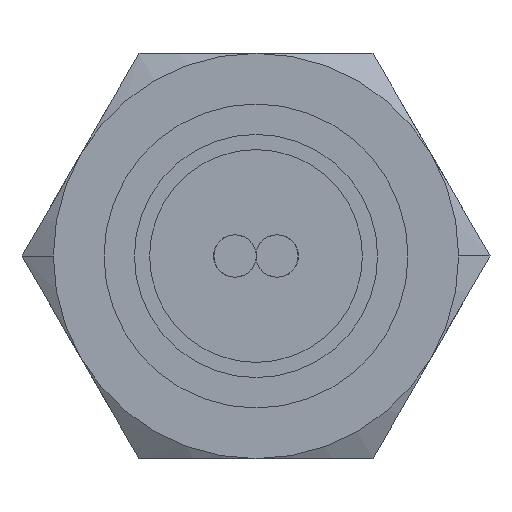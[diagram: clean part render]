
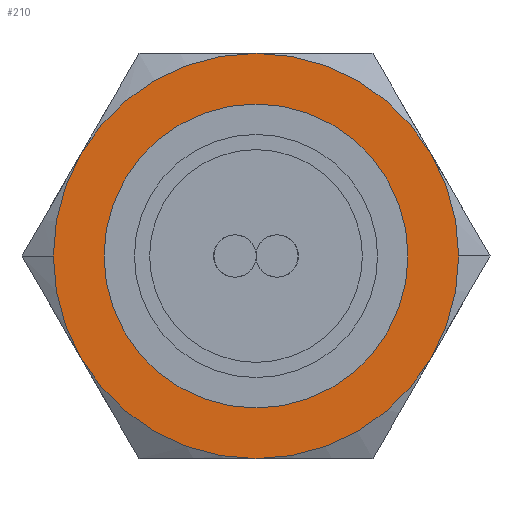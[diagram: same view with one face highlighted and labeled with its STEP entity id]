
A CAD part, front view. The second image highlights one B-rep face of the part: STEP entity #210.
In plain terms, the highlighted planar face has unit normal (0, -1, 0).
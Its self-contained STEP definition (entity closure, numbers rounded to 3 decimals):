
#210=ADVANCED_FACE('',(#331,#332),#333,.T.);
#331=FACE_OUTER_BOUND('',#491,.T.);
#332=FACE_BOUND('',#492,.T.);
#333=PLANE('',#493);
#491=EDGE_LOOP('',(#833,#834,#835,#836,#837,#838,#839,#840));
#492=EDGE_LOOP('',(#841,#842));
#493=AXIS2_PLACEMENT_3D('',#843,#844,#845);
#833=ORIENTED_EDGE('',*,*,#1188,.F.);
#834=ORIENTED_EDGE('',*,*,#1174,.F.);
#835=ORIENTED_EDGE('',*,*,#1177,.F.);
#836=ORIENTED_EDGE('',*,*,#1179,.F.);
#837=ORIENTED_EDGE('',*,*,#1172,.F.);
#838=ORIENTED_EDGE('',*,*,#1183,.F.);
#839=ORIENTED_EDGE('',*,*,#1186,.F.);
#840=ORIENTED_EDGE('',*,*,#1168,.F.);
#841=ORIENTED_EDGE('',*,*,#1208,.T.);
#842=ORIENTED_EDGE('',*,*,#1152,.T.);
#843=CARTESIAN_POINT('',(10.5,-8.0,0.0));
#844=DIRECTION('',(0.0,-1.0,0.0));
#845=DIRECTION('',(-1.0,0.0,0.0));
#1152=EDGE_CURVE('',#1336,#1333,#1337,.T.);
#1168=EDGE_CURVE('',#1363,#1366,#1367,.T.);
#1172=EDGE_CURVE('',#1372,#1370,#1374,.T.);
#1174=EDGE_CURVE('',#1376,#1378,#1379,.T.);
#1177=EDGE_CURVE('',#1382,#1376,#1384,.T.);
#1179=EDGE_CURVE('',#1370,#1382,#1386,.T.);
#1183=EDGE_CURVE('',#1390,#1372,#1392,.T.);
#1186=EDGE_CURVE('',#1366,#1390,#1396,.T.);
#1188=EDGE_CURVE('',#1378,#1363,#1398,.T.);
#1208=EDGE_CURVE('',#1333,#1336,#1426,.T.);
#1333=VERTEX_POINT('',#1616);
#1336=VERTEX_POINT('',#1620);
#1337=CIRCLE('',#1621,9.0);
#1363=VERTEX_POINT('',#1676);
#1366=VERTEX_POINT('',#1680);
#1367=CIRCLE('',#1681,12.0);
#1370=VERTEX_POINT('',#1695);
#1372=VERTEX_POINT('',#1698);
#1374=CIRCLE('',#1711,12.0);
#1376=VERTEX_POINT('',#1713);
#1378=VERTEX_POINT('',#1726);
#1379=CIRCLE('',#1727,12.0);
#1382=VERTEX_POINT('',#1741);
#1384=CIRCLE('',#1754,12.0);
#1386=CIRCLE('',#1767,12.0);
#1390=VERTEX_POINT('',#1793);
#1392=CIRCLE('',#1806,12.0);
#1396=CIRCLE('',#1832,12.0);
#1398=CIRCLE('',#1845,12.0);
#1426=CIRCLE('',#1983,9.0);
#1616=CARTESIAN_POINT('',(9.0,-8.0,0.0));
#1620=CARTESIAN_POINT('',(-9.0,-8.0,0.));
#1621=AXIS2_PLACEMENT_3D('',#2448,#2449,#2450);
#1676=CARTESIAN_POINT('',(12.0,-8.0,0.));
#1680=CARTESIAN_POINT('',(10.392,-8.0,-6.0));
#1681=AXIS2_PLACEMENT_3D('',#2474,#2475,#2476);
#1695=CARTESIAN_POINT('',(-12.0,-8.0,0.));
#1698=CARTESIAN_POINT('',(-10.392,-8.0,-6.0));
#1711=AXIS2_PLACEMENT_3D('',#2478,#2479,#2480);
#1713=CARTESIAN_POINT('',(0.,-8.0,12.0));
#1726=CARTESIAN_POINT('',(10.392,-8.0,6.0));
#1727=AXIS2_PLACEMENT_3D('',#2481,#2482,#2483);
#1741=CARTESIAN_POINT('',(-10.392,-8.0,6.0));
#1754=AXIS2_PLACEMENT_3D('',#2484,#2485,#2486);
#1767=AXIS2_PLACEMENT_3D('',#2487,#2488,#2489);
#1793=CARTESIAN_POINT('',(0.0,-8.0,-12.0));
#1806=AXIS2_PLACEMENT_3D('',#2490,#2491,#2492);
#1832=AXIS2_PLACEMENT_3D('',#2493,#2494,#2495);
#1845=AXIS2_PLACEMENT_3D('',#2496,#2497,#2498);
#1983=AXIS2_PLACEMENT_3D('',#2526,#2527,#2528);
#2448=CARTESIAN_POINT('',(0.0,-8.0,0.0));
#2449=DIRECTION('',(0.0,1.0,0.0));
#2450=DIRECTION('',(1.0,0.0,0.0));
#2474=CARTESIAN_POINT('',(0.0,-8.0,0.0));
#2475=DIRECTION('',(0.0,1.0,0.0));
#2476=DIRECTION('',(1.0,0.0,0.0));
#2478=CARTESIAN_POINT('',(0.0,-8.0,0.0));
#2479=DIRECTION('',(0.0,1.0,0.0));
#2480=DIRECTION('',(1.0,0.0,0.0));
#2481=CARTESIAN_POINT('',(0.0,-8.0,0.0));
#2482=DIRECTION('',(0.0,1.0,0.0));
#2483=DIRECTION('',(1.0,0.0,0.0));
#2484=CARTESIAN_POINT('',(0.0,-8.0,0.0));
#2485=DIRECTION('',(0.0,1.0,0.0));
#2486=DIRECTION('',(1.0,0.0,0.0));
#2487=CARTESIAN_POINT('',(0.0,-8.0,0.0));
#2488=DIRECTION('',(0.0,1.0,0.0));
#2489=DIRECTION('',(1.0,0.0,0.0));
#2490=CARTESIAN_POINT('',(0.0,-8.0,0.0));
#2491=DIRECTION('',(0.0,1.0,0.0));
#2492=DIRECTION('',(1.0,0.0,0.0));
#2493=CARTESIAN_POINT('',(0.0,-8.0,0.0));
#2494=DIRECTION('',(0.0,1.0,0.0));
#2495=DIRECTION('',(1.0,0.0,0.0));
#2496=CARTESIAN_POINT('',(0.0,-8.0,0.0));
#2497=DIRECTION('',(0.0,1.0,0.0));
#2498=DIRECTION('',(1.0,0.0,0.0));
#2526=CARTESIAN_POINT('',(0.0,-8.0,0.0));
#2527=DIRECTION('',(0.0,1.0,0.0));
#2528=DIRECTION('',(1.0,0.0,0.0));
